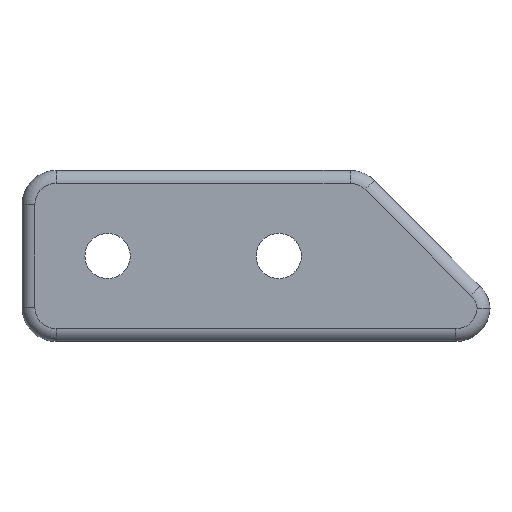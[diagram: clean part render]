
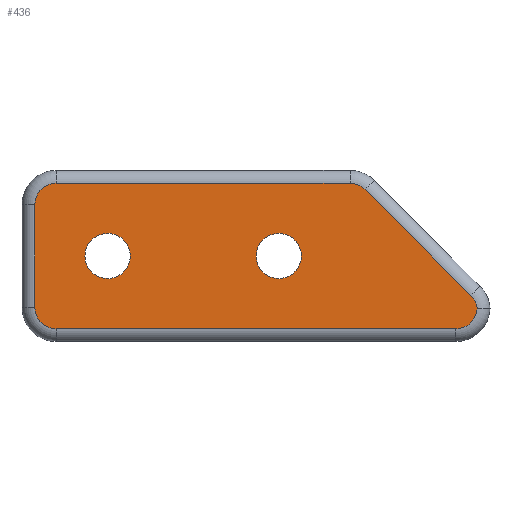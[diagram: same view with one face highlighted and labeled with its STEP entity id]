
A CAD part, front view. The second image highlights one B-rep face of the part: STEP entity #436.
In plain terms, the highlighted planar face has unit normal (0, -1, 0).
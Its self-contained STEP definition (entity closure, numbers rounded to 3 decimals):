
#22 = AXIS2_PLACEMENT_3D ( 'NONE', #1561, #671, #1402 ) ;
#47 = EDGE_CURVE ( 'NONE', #993, #1389, #1808, .T. ) ;
#71 = ORIENTED_EDGE ( 'NONE', *, *, #237, .T. ) ;
#115 = CARTESIAN_POINT ( 'NONE',  ( -48.5, 0., -40. ) ) ;
#119 = EDGE_CURVE ( 'NONE', #803, #1855, #2281, .T. ) ;
#143 = FACE_BOUND ( 'NONE', #1446, .T. ) ;
#205 = DIRECTION ( 'NONE',  ( 0., -1., 0. ) ) ;
#206 = AXIS2_PLACEMENT_3D ( 'NONE', #2229, #725, #2032 ) ;
#237 = EDGE_CURVE ( 'NONE', #1716, #427, #937, .T. ) ;
#246 = CIRCLE ( 'NONE', #22, 2.5 ) ;
#256 = AXIS2_PLACEMENT_3D ( 'NONE', #1295, #1877, #608 ) ;
#297 = AXIS2_PLACEMENT_3D ( 'NONE', #2064, #1228, #519 ) ;
#329 = DIRECTION ( 'NONE',  ( -1., 0., 0. ) ) ;
#353 = DIRECTION ( 'NONE',  ( 1., 0., 0. ) ) ;
#356 = LINE ( 'NONE', #1223, #1785 ) ;
#360 = AXIS2_PLACEMENT_3D ( 'NONE', #1975, #1804, #329 ) ;
#372 = LINE ( 'NONE', #2213, #1518 ) ;
#384 = DIRECTION ( 'NONE',  ( -1., 0., 0. ) ) ;
#394 = VERTEX_POINT ( 'NONE', #1054 ) ;
#427 = VERTEX_POINT ( 'NONE', #873 ) ;
#433 = ORIENTED_EDGE ( 'NONE', *, *, #668, .T. ) ;
#434 = EDGE_CURVE ( 'NONE', #1389, #993, #1246, .T. ) ;
#436 = ADVANCED_FACE ( 'NONE', ( #1208, #892, #143 ), #1581, .F. ) ;
#453 = VERTEX_POINT ( 'NONE', #1108 ) ;
#459 = ORIENTED_EDGE ( 'NONE', *, *, #916, .T. ) ;
#503 = CARTESIAN_POINT ( 'NONE',  ( -40., 0., -40. ) ) ;
#519 = DIRECTION ( 'NONE',  ( 0., 0., 1. ) ) ;
#549 = AXIS2_PLACEMENT_3D ( 'NONE', #1800, #889, #692 ) ;
#559 = CIRCLE ( 'NONE', #206, 2.65 ) ;
#561 = CARTESIAN_POINT ( 'NONE',  ( 3.194, 0., -46.178 ) ) ;
#584 = VERTEX_POINT ( 'NONE', #2159 ) ;
#608 = DIRECTION ( 'NONE',  ( -1., 0., 0. ) ) ;
#668 = EDGE_CURVE ( 'NONE', #1557, #673, #718, .T. ) ;
#670 = EDGE_CURVE ( 'NONE', #1855, #1557, #1217, .T. ) ;
#671 = DIRECTION ( 'NONE',  ( 0., -1., 0. ) ) ;
#673 = VERTEX_POINT ( 'NONE', #2074 ) ;
#692 = DIRECTION ( 'NONE',  ( 0., 0., 1. ) ) ;
#703 = CIRCLE ( 'NONE', #549, 2.5 ) ;
#718 = LINE ( 'NONE', #1969, #2253 ) ;
#719 = DIRECTION ( 'NONE',  ( -0.707, 0., 0.707 ) ) ;
#725 = DIRECTION ( 'NONE',  ( 0., -1., 0. ) ) ;
#736 = ORIENTED_EDGE ( 'NONE', *, *, #119, .T. ) ;
#780 = DIRECTION ( 'NONE',  ( 0., 0., 1. ) ) ;
#783 = DIRECTION ( 'NONE',  ( 0., 0., -1. ) ) ;
#794 = CARTESIAN_POINT ( 'NONE',  ( -46., 0., -48.5 ) ) ;
#803 = VERTEX_POINT ( 'NONE', #1143 ) ;
#806 = VERTEX_POINT ( 'NONE', #1887 ) ;
#873 = CARTESIAN_POINT ( 'NONE',  ( 2.468, 0., -44.589 ) ) ;
#889 = DIRECTION ( 'NONE',  ( 0., -1., 0. ) ) ;
#892 = FACE_BOUND ( 'NONE', #1945, .T. ) ;
#916 = EDGE_CURVE ( 'NONE', #584, #806, #246, .T. ) ;
#919 = DIRECTION ( 'NONE',  ( 0., -1., 0. ) ) ;
#937 = CIRCLE ( 'NONE', #297, 2.5 ) ;
#941 = ORIENTED_EDGE ( 'NONE', *, *, #983, .F. ) ;
#946 = AXIS2_PLACEMENT_3D ( 'NONE', #2023, #1508, #780 ) ;
#983 = EDGE_CURVE ( 'NONE', #453, #2056, #559, .T. ) ;
#993 = VERTEX_POINT ( 'NONE', #1649 ) ;
#1018 = VECTOR ( 'NONE', #783, 1000. ) ;
#1024 = DIRECTION ( 'NONE',  ( 0., -1., 0. ) ) ;
#1054 = CARTESIAN_POINT ( 'NONE',  ( -46., 0., -31.5 ) ) ;
#1065 = CIRCLE ( 'NONE', #1385, 2.65 ) ;
#1089 = CARTESIAN_POINT ( 'NONE',  ( -42.65, 0., -40. ) ) ;
#1094 = CARTESIAN_POINT ( 'NONE',  ( -20., 0., -40. ) ) ;
#1103 = EDGE_CURVE ( 'NONE', #2056, #453, #1065, .T. ) ;
#1108 = CARTESIAN_POINT ( 'NONE',  ( -37.35, 0., -40. ) ) ;
#1135 = DIRECTION ( 'NONE',  ( 0., 0., 1. ) ) ;
#1143 = CARTESIAN_POINT ( 'NONE',  ( -48.5, 0., -34. ) ) ;
#1162 = ORIENTED_EDGE ( 'NONE', *, *, #47, .F. ) ;
#1208 = FACE_OUTER_BOUND ( 'NONE', #1578, .T. ) ;
#1217 = CIRCLE ( 'NONE', #946, 2.5 ) ;
#1223 = CARTESIAN_POINT ( 'NONE',  ( -40., 0., -31.5 ) ) ;
#1228 = DIRECTION ( 'NONE',  ( 0., -1., 0. ) ) ;
#1246 = CIRCLE ( 'NONE', #360, 2.65 ) ;
#1295 = CARTESIAN_POINT ( 'NONE',  ( -40., 0., -40. ) ) ;
#1361 = CARTESIAN_POINT ( 'NONE',  ( -48.5, 0., -46. ) ) ;
#1385 = AXIS2_PLACEMENT_3D ( 'NONE', #503, #1024, #1961 ) ;
#1389 = VERTEX_POINT ( 'NONE', #1573 ) ;
#1393 = AXIS2_PLACEMENT_3D ( 'NONE', #1983, #919, #1135 ) ;
#1396 = EDGE_CURVE ( 'NONE', #427, #584, #372, .T. ) ;
#1402 = DIRECTION ( 'NONE',  ( 0., 0., 1. ) ) ;
#1446 = EDGE_LOOP ( 'NONE', ( #1637, #941 ) ) ;
#1483 = ORIENTED_EDGE ( 'NONE', *, *, #434, .F. ) ;
#1508 = DIRECTION ( 'NONE',  ( 0., -1., 0. ) ) ;
#1518 = VECTOR ( 'NONE', #719, 1000. ) ;
#1530 = EDGE_CURVE ( 'NONE', #673, #1716, #2095, .T. ) ;
#1543 = ORIENTED_EDGE ( 'NONE', *, *, #670, .T. ) ;
#1557 = VERTEX_POINT ( 'NONE', #794 ) ;
#1561 = CARTESIAN_POINT ( 'NONE',  ( -11.657, 0., -34. ) ) ;
#1573 = CARTESIAN_POINT ( 'NONE',  ( -22.65, 0., -40. ) ) ;
#1578 = EDGE_LOOP ( 'NONE', ( #2091, #71, #2136, #459, #1595, #1906, #736, #1543, #433 ) ) ;
#1581 = PLANE ( 'NONE',  #256 ) ;
#1595 = ORIENTED_EDGE ( 'NONE', *, *, #2117, .T. ) ;
#1637 = ORIENTED_EDGE ( 'NONE', *, *, #1103, .F. ) ;
#1649 = CARTESIAN_POINT ( 'NONE',  ( -17.35, 0., -40. ) ) ;
#1716 = VERTEX_POINT ( 'NONE', #561 ) ;
#1785 = VECTOR ( 'NONE', #1946, 1000. ) ;
#1800 = CARTESIAN_POINT ( 'NONE',  ( -46., 0., -34. ) ) ;
#1804 = DIRECTION ( 'NONE',  ( 0., -1., 0. ) ) ;
#1808 = CIRCLE ( 'NONE', #2224, 2.65 ) ;
#1855 = VERTEX_POINT ( 'NONE', #1361 ) ;
#1877 = DIRECTION ( 'NONE',  ( 0., 1., 0. ) ) ;
#1887 = CARTESIAN_POINT ( 'NONE',  ( -11.657, 0., -31.5 ) ) ;
#1906 = ORIENTED_EDGE ( 'NONE', *, *, #2173, .T. ) ;
#1945 = EDGE_LOOP ( 'NONE', ( #1483, #1162 ) ) ;
#1946 = DIRECTION ( 'NONE',  ( -1., 0., 0. ) ) ;
#1961 = DIRECTION ( 'NONE',  ( -1., 0., 0. ) ) ;
#1969 = CARTESIAN_POINT ( 'NONE',  ( -40., 0., -48.5 ) ) ;
#1975 = CARTESIAN_POINT ( 'NONE',  ( -20., 0., -40. ) ) ;
#1983 = CARTESIAN_POINT ( 'NONE',  ( 0.7, 0., -46. ) ) ;
#2023 = CARTESIAN_POINT ( 'NONE',  ( -46., 0., -46. ) ) ;
#2032 = DIRECTION ( 'NONE',  ( -1., 0., 0. ) ) ;
#2056 = VERTEX_POINT ( 'NONE', #1089 ) ;
#2064 = CARTESIAN_POINT ( 'NONE',  ( 0.7, 0., -46.357 ) ) ;
#2074 = CARTESIAN_POINT ( 'NONE',  ( 0.7, 0., -48.5 ) ) ;
#2091 = ORIENTED_EDGE ( 'NONE', *, *, #1530, .T. ) ;
#2095 = CIRCLE ( 'NONE', #1393, 2.5 ) ;
#2117 = EDGE_CURVE ( 'NONE', #806, #394, #356, .T. ) ;
#2136 = ORIENTED_EDGE ( 'NONE', *, *, #1396, .T. ) ;
#2159 = CARTESIAN_POINT ( 'NONE',  ( -9.889, 0., -32.232 ) ) ;
#2173 = EDGE_CURVE ( 'NONE', #394, #803, #703, .T. ) ;
#2213 = CARTESIAN_POINT ( 'NONE',  ( -21.061, 0., -21.061 ) ) ;
#2224 = AXIS2_PLACEMENT_3D ( 'NONE', #1094, #205, #384 ) ;
#2229 = CARTESIAN_POINT ( 'NONE',  ( -40., 0., -40. ) ) ;
#2253 = VECTOR ( 'NONE', #353, 1000. ) ;
#2281 = LINE ( 'NONE', #115, #1018 ) ;
